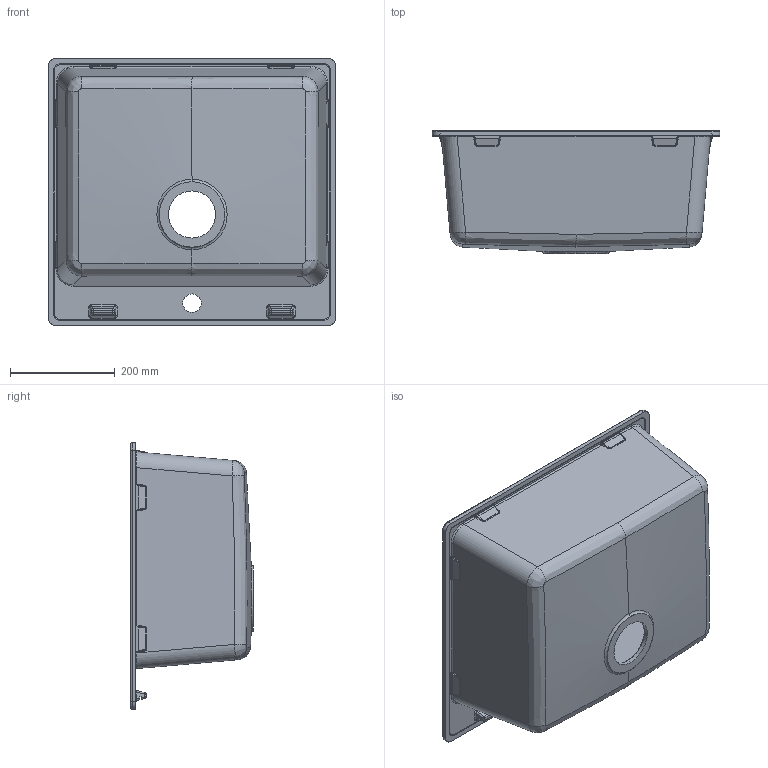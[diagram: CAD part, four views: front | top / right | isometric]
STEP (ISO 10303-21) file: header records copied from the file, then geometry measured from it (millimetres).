
FILE_DESCRIPTION((''),'2;1');
FILE_NAME('2402893-SKS2220-20201226','2021-05-14T',('Administrator'),(''),'CREO PARAMETRIC BY PTC INC, 2017170','CREO PARAMETRIC BY PTC INC, 2017170','');
FILE_SCHEMA(('CONFIG_CONTROL_DESIGN'));
Length unit declared in the file: millimetre
Products named in the file (1): 2402893-SKS2220-20201226
Bounding box: 550 x 235 x 510 mm (x, y, z)
Volume: 5445841.8 mm3; surface area: 1206108.5 mm2
Topology: 1 solids, 1 shells, 378 faces, 891 edges, 519 vertices
Faces by surface type: bspline 170, cylinder 118, plane 64, cone 12, sphere 8, torus 6
Entity records: 19549 total; most frequent: CARTESIAN_POINT 12109, ORIENTED_EDGE 1782, DIRECTION 1214, EDGE_CURVE 891, VERTEX_POINT 519, AXIS2_PLACEMENT_3D 475, EDGE_LOOP 386, FACE_OUTER_BOUND 378
